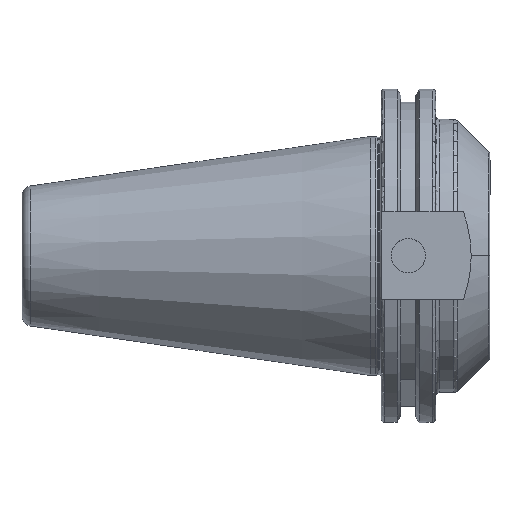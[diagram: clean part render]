
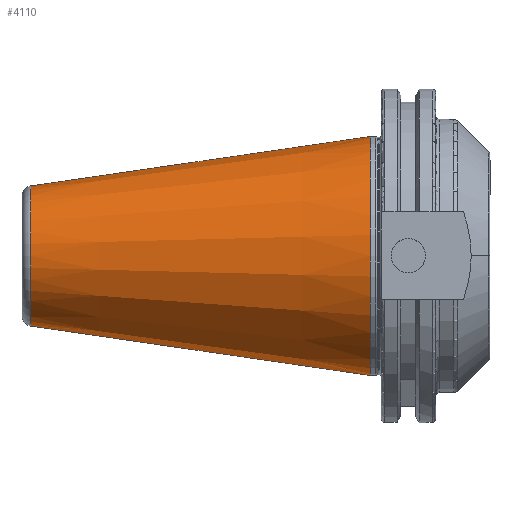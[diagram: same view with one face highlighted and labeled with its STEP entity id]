
A CAD part, top view. The second image highlights one B-rep face of the part: STEP entity #4110.
In plain terms, the highlighted conical face has half-angle 8.297 degrees and reference radius 34.925 mm.
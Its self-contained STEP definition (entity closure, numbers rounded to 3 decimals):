
#25 = DIRECTION ( 'NONE',  ( -0.99, -0.144, 0. ) ) ;
#382 = DIRECTION ( 'NONE',  ( -1., 0., 0. ) ) ;
#527 = FACE_OUTER_BOUND ( 'NONE', #3602, .T. ) ;
#798 = VERTEX_POINT ( 'NONE', #4445 ) ;
#974 = DIRECTION ( 'NONE',  ( 1., 0., 0. ) ) ;
#1196 = AXIS2_PLACEMENT_3D ( 'NONE', #2165, #382, #6239 ) ;
#1202 = EDGE_CURVE ( 'NONE', #798, #3756, #3916, .T. ) ;
#1225 = EDGE_CURVE ( 'NONE', #3957, #3478, #3733, .T. ) ;
#1297 = AXIS2_PLACEMENT_3D ( 'NONE', #2742, #6844, #3299 ) ;
#1368 = ORIENTED_EDGE ( 'NONE', *, *, #4097, .T. ) ;
#1538 = AXIS2_PLACEMENT_3D ( 'NONE', #4402, #974, #5005 ) ;
#1746 = CONICAL_SURFACE ( 'NONE', #1196, 34.925, 0.145 ) ;
#2165 = CARTESIAN_POINT ( 'NONE',  ( 3.2, 0., 0. ) ) ;
#2225 = VECTOR ( 'NONE', #25, 1000. ) ;
#2410 = VECTOR ( 'NONE', #7468, 1000. ) ;
#2742 = CARTESIAN_POINT ( 'NONE',  ( 3.2, 0., 0. ) ) ;
#3299 = DIRECTION ( 'NONE',  ( 0., 1., 0. ) ) ;
#3423 = CIRCLE ( 'NONE', #1297, 34.925 ) ;
#3478 = VERTEX_POINT ( 'NONE', #7196 ) ;
#3528 = CARTESIAN_POINT ( 'NONE',  ( 3.2, 34.925, 0. ) ) ;
#3602 = EDGE_LOOP ( 'NONE', ( #5617, #4035, #4954, #1368 ) ) ;
#3733 = LINE ( 'NONE', #4430, #2225 ) ;
#3756 = VERTEX_POINT ( 'NONE', #3528 ) ;
#3916 = LINE ( 'NONE', #7034, #2410 ) ;
#3957 = VERTEX_POINT ( 'NONE', #6632 ) ;
#4035 = ORIENTED_EDGE ( 'NONE', *, *, #4052, .F. ) ;
#4052 = EDGE_CURVE ( 'NONE', #3957, #798, #5357, .T. ) ;
#4097 = EDGE_CURVE ( 'NONE', #3478, #3756, #3423, .T. ) ;
#4110 = ADVANCED_FACE ( 'NONE', ( #527 ), #1746, .T. ) ;
#4402 = CARTESIAN_POINT ( 'NONE',  ( 102.383, 0., 0. ) ) ;
#4430 = CARTESIAN_POINT ( 'NONE',  ( 3.2, -34.925, 0. ) ) ;
#4445 = CARTESIAN_POINT ( 'NONE',  ( 102.383, 20.461, 0. ) ) ;
#4954 = ORIENTED_EDGE ( 'NONE', *, *, #1225, .T. ) ;
#5005 = DIRECTION ( 'NONE',  ( 0., 1., 0. ) ) ;
#5357 = CIRCLE ( 'NONE', #1538, 20.461 ) ;
#5617 = ORIENTED_EDGE ( 'NONE', *, *, #1202, .F. ) ;
#6239 = DIRECTION ( 'NONE',  ( 0., -1., 0. ) ) ;
#6632 = CARTESIAN_POINT ( 'NONE',  ( 102.383, -20.461, 0. ) ) ;
#6844 = DIRECTION ( 'NONE',  ( 1., 0., 0. ) ) ;
#7034 = CARTESIAN_POINT ( 'NONE',  ( 3.2, 34.925, 0. ) ) ;
#7196 = CARTESIAN_POINT ( 'NONE',  ( 3.2, -34.925, 0. ) ) ;
#7468 = DIRECTION ( 'NONE',  ( -0.99, 0.144, 0. ) ) ;
